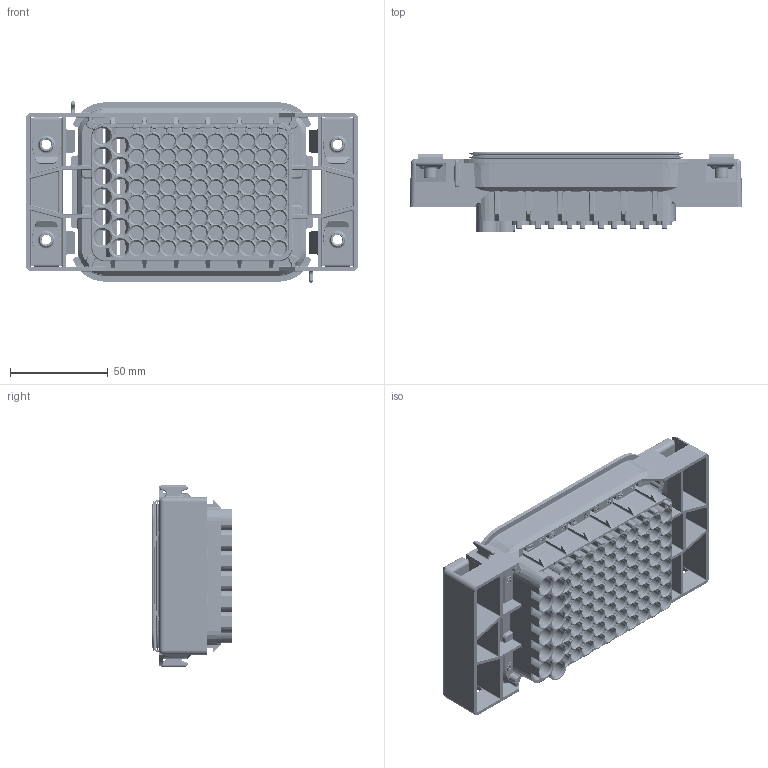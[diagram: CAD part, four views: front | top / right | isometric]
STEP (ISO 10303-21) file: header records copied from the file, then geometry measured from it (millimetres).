
FILE_DESCRIPTION((''),'2;1');
FILE_NAME('SC42-2036B-A001_NCF_SW0001','2025-06-12T12:48:30',('20077268'),(''),'CREO PARAMETRIC BY PTC INC, 2024014','CREO PARAMETRIC BY PTC INC, 2024014','');
FILE_SCHEMA(('CONFIG_CONTROL_DESIGN'));
Products named in the file (1): SC42-2036B-A001_NCF_SW0001
Bounding box: 169.86 x 40.87 x 92.7 mm (x, y, z)
Volume: 224692.8 mm3; surface area: 150833.5 mm2
Topology: 5 solids, 6 shells, 9001 faces, 21874 edges, 13091 vertices
Faces by surface type: cylinder 2831, plane 2408, cone 1244, torus 1044, extrusion 642, bspline 424, sphere 408
Entity records: 297145 total; most frequent: CARTESIAN_POINT 91218, ORIENTED_EDGE 43748, DIRECTION 42090, EDGE_CURVE 21874, AXIS2_PLACEMENT_3D 15762, VERTEX_POINT 13091, VECTOR 10566, LINE 9924
